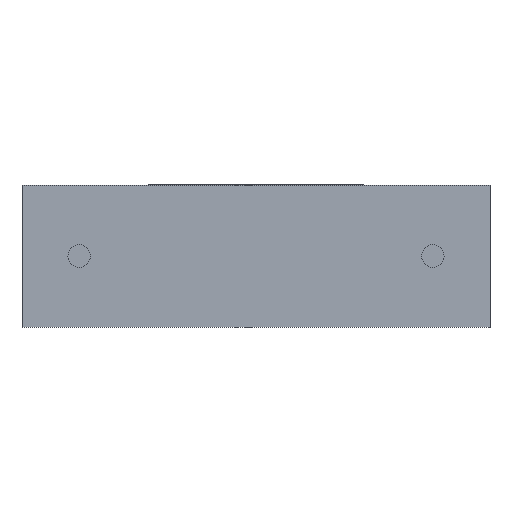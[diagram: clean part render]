
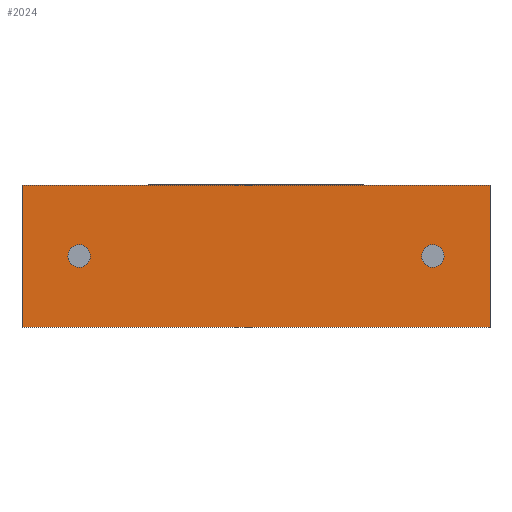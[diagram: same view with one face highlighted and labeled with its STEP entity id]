
A CAD part, front view. The second image highlights one B-rep face of the part: STEP entity #2024.
In plain terms, the highlighted planar face has unit normal (0, -1, 0).
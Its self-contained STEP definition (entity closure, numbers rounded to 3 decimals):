
#24 = VERTEX_POINT ( 'NONE', #1249 ) ;
#28 = FACE_BOUND ( 'NONE', #2157, .T. ) ;
#68 = CARTESIAN_POINT ( 'NONE',  ( 13.5, 0., 4.1 ) ) ;
#96 = LINE ( 'NONE', #513, #1868 ) ;
#124 = ORIENTED_EDGE ( 'NONE', *, *, #1207, .F. ) ;
#127 = EDGE_CURVE ( 'NONE', #24, #2268, #96, .T. ) ;
#130 = CARTESIAN_POINT ( 'NONE',  ( 1.65, 0., 1.725 ) ) ;
#171 = CARTESIAN_POINT ( 'NONE',  ( 0., 0., 4.1 ) ) ;
#175 = EDGE_CURVE ( 'NONE', #2268, #2128, #812, .T. ) ;
#217 = FACE_BOUND ( 'NONE', #977, .T. ) ;
#221 = VECTOR ( 'NONE', #471, 1000. ) ;
#310 = EDGE_CURVE ( 'NONE', #24, #1694, #1940, .T. ) ;
#312 = DIRECTION ( 'NONE',  ( 0., 0., -1. ) ) ;
#336 = DIRECTION ( 'NONE',  ( 0., -1., 0. ) ) ;
#456 = VERTEX_POINT ( 'NONE', #1572 ) ;
#466 = CARTESIAN_POINT ( 'NONE',  ( 13.5, 0., 4.1 ) ) ;
#471 = DIRECTION ( 'NONE',  ( 0., 0., -1. ) ) ;
#513 = CARTESIAN_POINT ( 'NONE',  ( 0., 0., 4.1 ) ) ;
#518 = VERTEX_POINT ( 'NONE', #130 ) ;
#522 = DIRECTION ( 'NONE',  ( 0., 0., -1. ) ) ;
#545 = CARTESIAN_POINT ( 'NONE',  ( 0., 0., 0. ) ) ;
#556 = DIRECTION ( 'NONE',  ( 1., 0., 0. ) ) ;
#709 = AXIS2_PLACEMENT_3D ( 'NONE', #1441, #2224, #312 ) ;
#730 = EDGE_CURVE ( 'NONE', #456, #1693, #2148, .T. ) ;
#807 = EDGE_LOOP ( 'NONE', ( #2105, #124, #1857, #2263 ) ) ;
#812 = LINE ( 'NONE', #545, #1832 ) ;
#823 = AXIS2_PLACEMENT_3D ( 'NONE', #1079, #336, #1106 ) ;
#868 = EDGE_CURVE ( 'NONE', #518, #2441, #1427, .T. ) ;
#880 = DIRECTION ( 'NONE',  ( 0., 0., 1. ) ) ;
#885 = DIRECTION ( 'NONE',  ( 0., 1., 0. ) ) ;
#919 = PLANE ( 'NONE',  #2033 ) ;
#977 = EDGE_LOOP ( 'NONE', ( #1766, #983 ) ) ;
#983 = ORIENTED_EDGE ( 'NONE', *, *, #868, .F. ) ;
#992 = CARTESIAN_POINT ( 'NONE',  ( 0., 0., 0. ) ) ;
#1055 = CARTESIAN_POINT ( 'NONE',  ( 1.65, 0., 2.375 ) ) ;
#1079 = CARTESIAN_POINT ( 'NONE',  ( 1.65, 0., 2.05 ) ) ;
#1106 = DIRECTION ( 'NONE',  ( 0., 0., 1. ) ) ;
#1109 = VECTOR ( 'NONE', #2474, 1000. ) ;
#1203 = ORIENTED_EDGE ( 'NONE', *, *, #730, .T. ) ;
#1207 = EDGE_CURVE ( 'NONE', #1694, #2128, #1813, .T. ) ;
#1221 = ORIENTED_EDGE ( 'NONE', *, *, #1915, .T. ) ;
#1244 = FACE_OUTER_BOUND ( 'NONE', #807, .T. ) ;
#1249 = CARTESIAN_POINT ( 'NONE',  ( 0., 0., 4.1 ) ) ;
#1260 = CARTESIAN_POINT ( 'NONE',  ( 1.65, 0., 2.05 ) ) ;
#1306 = CARTESIAN_POINT ( 'NONE',  ( 0., 0., 4.1 ) ) ;
#1319 = EDGE_CURVE ( 'NONE', #2441, #518, #1486, .T. ) ;
#1427 = CIRCLE ( 'NONE', #823, 0.325 ) ;
#1441 = CARTESIAN_POINT ( 'NONE',  ( 11.85, 0., 2.05 ) ) ;
#1458 = CARTESIAN_POINT ( 'NONE',  ( 11.85, 0., 2.05 ) ) ;
#1486 = CIRCLE ( 'NONE', #1528, 0.325 ) ;
#1509 = DIRECTION ( 'NONE',  ( 0., 1., 0. ) ) ;
#1526 = CARTESIAN_POINT ( 'NONE',  ( 13.5, 0., 0. ) ) ;
#1528 = AXIS2_PLACEMENT_3D ( 'NONE', #1260, #1995, #880 ) ;
#1572 = CARTESIAN_POINT ( 'NONE',  ( 11.85, 0., 2.375 ) ) ;
#1609 = CARTESIAN_POINT ( 'NONE',  ( 11.85, 0., 1.725 ) ) ;
#1693 = VERTEX_POINT ( 'NONE', #1609 ) ;
#1694 = VERTEX_POINT ( 'NONE', #466 ) ;
#1701 = CIRCLE ( 'NONE', #709, 0.325 ) ;
#1726 = AXIS2_PLACEMENT_3D ( 'NONE', #1458, #885, #2073 ) ;
#1766 = ORIENTED_EDGE ( 'NONE', *, *, #1319, .F. ) ;
#1813 = LINE ( 'NONE', #68, #221 ) ;
#1832 = VECTOR ( 'NONE', #556, 1000. ) ;
#1857 = ORIENTED_EDGE ( 'NONE', *, *, #310, .F. ) ;
#1868 = VECTOR ( 'NONE', #522, 1000. ) ;
#1915 = EDGE_CURVE ( 'NONE', #1693, #456, #1701, .T. ) ;
#1940 = LINE ( 'NONE', #1306, #1109 ) ;
#1995 = DIRECTION ( 'NONE',  ( 0., -1., 0. ) ) ;
#2024 = ADVANCED_FACE ( 'NONE', ( #28, #1244, #217 ), #919, .F. ) ;
#2033 = AXIS2_PLACEMENT_3D ( 'NONE', #171, #1509, #2449 ) ;
#2073 = DIRECTION ( 'NONE',  ( 0., 0., -1. ) ) ;
#2105 = ORIENTED_EDGE ( 'NONE', *, *, #175, .T. ) ;
#2128 = VERTEX_POINT ( 'NONE', #1526 ) ;
#2148 = CIRCLE ( 'NONE', #1726, 0.325 ) ;
#2157 = EDGE_LOOP ( 'NONE', ( #1203, #1221 ) ) ;
#2224 = DIRECTION ( 'NONE',  ( 0., 1., 0. ) ) ;
#2263 = ORIENTED_EDGE ( 'NONE', *, *, #127, .T. ) ;
#2268 = VERTEX_POINT ( 'NONE', #992 ) ;
#2441 = VERTEX_POINT ( 'NONE', #1055 ) ;
#2449 = DIRECTION ( 'NONE',  ( 0., 0., 1. ) ) ;
#2474 = DIRECTION ( 'NONE',  ( 1., 0., 0. ) ) ;
